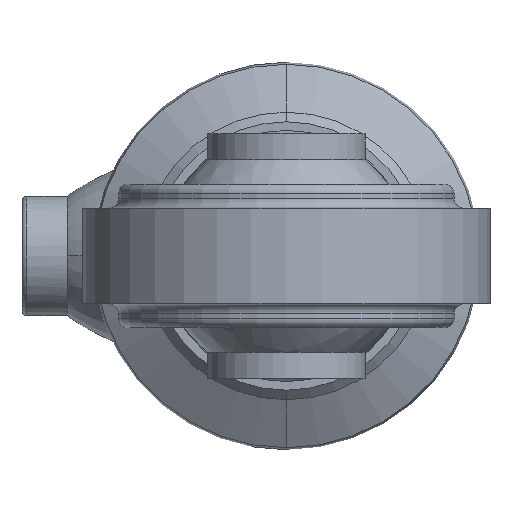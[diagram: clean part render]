
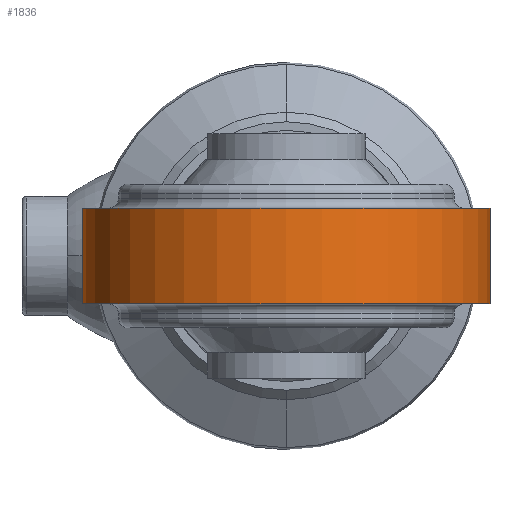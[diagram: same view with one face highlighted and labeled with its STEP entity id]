
A CAD part, left-side view. The second image highlights one B-rep face of the part: STEP entity #1836.
In plain terms, the highlighted cylindrical face has radius 42.5 mm (diameter 85 mm), a partial arc.
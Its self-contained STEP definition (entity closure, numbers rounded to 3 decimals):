
#9 = VECTOR ( 'NONE', #3666, 1000. ) ;
#103 = AXIS2_PLACEMENT_3D ( 'NONE', #1267, #2885, #1915 ) ;
#663 = CIRCLE ( 'NONE', #1367, 42.5 ) ;
#831 = ORIENTED_EDGE ( 'NONE', *, *, #1409, .T. ) ;
#886 = VECTOR ( 'NONE', #4998, 1000. ) ;
#923 = VERTEX_POINT ( 'NONE', #3732 ) ;
#975 = ORIENTED_EDGE ( 'NONE', *, *, #4632, .F. ) ;
#1146 = DIRECTION ( 'NONE',  ( 0., 0., -1. ) ) ;
#1148 = AXIS2_PLACEMENT_3D ( 'NONE', #3544, #1146, #3948 ) ;
#1261 = CARTESIAN_POINT ( 'NONE',  ( -98., 42.5, -15. ) ) ;
#1267 = CARTESIAN_POINT ( 'NONE',  ( -98., 0., -15. ) ) ;
#1367 = AXIS2_PLACEMENT_3D ( 'NONE', #3060, #3605, #5152 ) ;
#1409 = EDGE_CURVE ( 'NONE', #923, #4592, #1547, .T. ) ;
#1416 = CARTESIAN_POINT ( 'NONE',  ( -98., 42.5, 10. ) ) ;
#1437 = VERTEX_POINT ( 'NONE', #1416 ) ;
#1547 = LINE ( 'NONE', #4686, #886 ) ;
#1643 = CARTESIAN_POINT ( 'NONE',  ( -98., -42.5, 10. ) ) ;
#1751 = EDGE_LOOP ( 'NONE', ( #1883, #831, #2631, #975 ) ) ;
#1836 = ADVANCED_FACE ( 'NONE', ( #3497 ), #3125, .T. ) ;
#1883 = ORIENTED_EDGE ( 'NONE', *, *, #3988, .F. ) ;
#1915 = DIRECTION ( 'NONE',  ( 0., 1., 0. ) ) ;
#2631 = ORIENTED_EDGE ( 'NONE', *, *, #2913, .F. ) ;
#2885 = DIRECTION ( 'NONE',  ( 0., 0., 1. ) ) ;
#2913 = EDGE_CURVE ( 'NONE', #1437, #4592, #663, .T. ) ;
#3011 = VERTEX_POINT ( 'NONE', #3162 ) ;
#3060 = CARTESIAN_POINT ( 'NONE',  ( -98., 0., 10. ) ) ;
#3125 = CYLINDRICAL_SURFACE ( 'NONE', #103, 42.5 ) ;
#3162 = CARTESIAN_POINT ( 'NONE',  ( -98., 42.5, -10. ) ) ;
#3497 = FACE_OUTER_BOUND ( 'NONE', #1751, .T. ) ;
#3544 = CARTESIAN_POINT ( 'NONE',  ( -98., 0., -10. ) ) ;
#3605 = DIRECTION ( 'NONE',  ( 0., 0., 1. ) ) ;
#3666 = DIRECTION ( 'NONE',  ( 0., 0., 1. ) ) ;
#3732 = CARTESIAN_POINT ( 'NONE',  ( -98., -42.5, -10. ) ) ;
#3948 = DIRECTION ( 'NONE',  ( 0., -1., 0. ) ) ;
#3988 = EDGE_CURVE ( 'NONE', #923, #3011, #4066, .T. ) ;
#4066 = CIRCLE ( 'NONE', #1148, 42.5 ) ;
#4353 = LINE ( 'NONE', #1261, #9 ) ;
#4592 = VERTEX_POINT ( 'NONE', #1643 ) ;
#4632 = EDGE_CURVE ( 'NONE', #3011, #1437, #4353, .T. ) ;
#4686 = CARTESIAN_POINT ( 'NONE',  ( -98., -42.5, -15. ) ) ;
#4998 = DIRECTION ( 'NONE',  ( 0., 0., 1. ) ) ;
#5152 = DIRECTION ( 'NONE',  ( 0., 1., 0. ) ) ;
